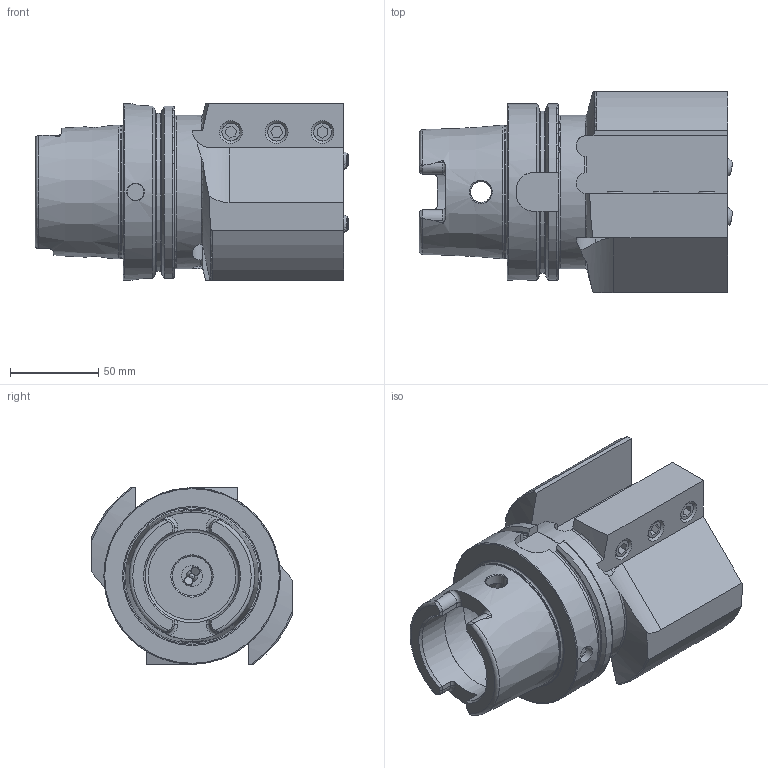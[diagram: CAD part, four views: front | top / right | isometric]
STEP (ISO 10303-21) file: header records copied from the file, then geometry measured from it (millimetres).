
FILE_DESCRIPTION (( 'STEP AP214' ), '1' );
FILE_NAME ('HA0.V32.R21.125.STEP', '2020-11-23T11:42:22', ( '' ), ( '' ), 'SwSTEP 2.0', 'SolidWorks 2017', '' );
FILE_SCHEMA (( 'AUTOMOTIVE_DESIGN' ));
Length unit declared in the file: millimetre
Products named in the file (6): KU1-U14.001.012; ISO 4026 - M12 x 25; HA0.V32.R21.125; KU1-U14.001.012_2; KU1-U14.001.012_1; HA0-V32.R21.125_A
Assembly tree (11 placements, depth 3):
  HA0.V32.R21.125
    HA0-V32.R21.125_A
    ISO 4026 - M12 x 25  x6
    KU1-U14.001.012  x2
      KU1-U14.001.012_1
      KU1-U14.001.012_2
Bounding box: 177.71 x 114 x 100 mm (x, y, z)
Volume: 840013.3 mm3; surface area: 114805.4 mm2
Topology: 11 solids, 11 shells, 278 faces, 681 edges, 436 vertices
Faces by surface type: plane 120, cylinder 65, cone 56, torus 29, bspline 4, sphere 4
Full cylindrical faces by diameter (mm): 3.15 x1, 5 x4, 10 x3, 10.2 x6, 12 x9, 14 x4, 22.5 x1, 26 x1, 53 x2, 63 x1, 75.265 x1, 87 x1, 100 x1
Entity records: 9024 total; most frequent: CARTESIAN_POINT 3195, DIRECTION 927, ORIENTED_EDGE 902, EDGE_CURVE 451, AXIS2_PLACEMENT_3D 386, VERTEX_POINT 322, EDGE_LOOP 299, FACE_OUTER_BOUND 245
